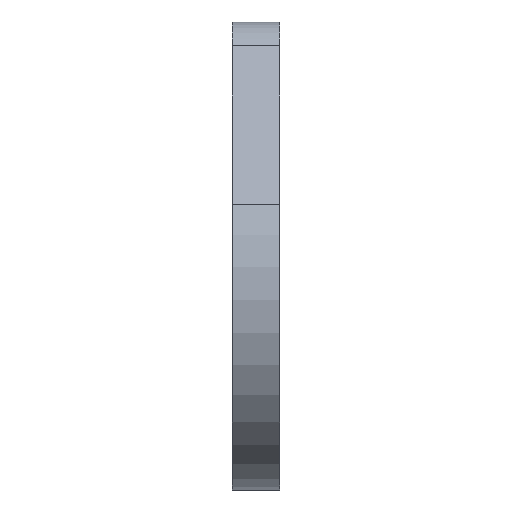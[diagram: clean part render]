
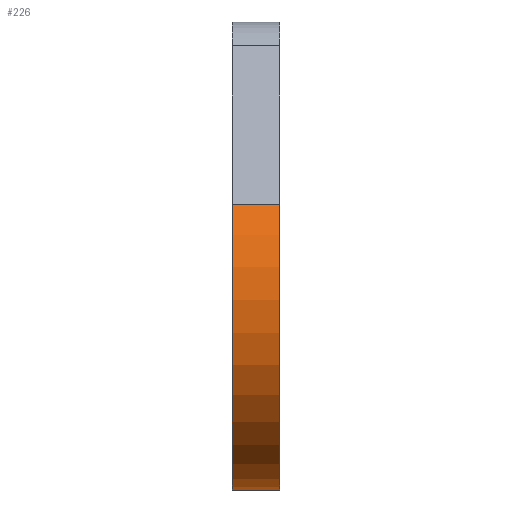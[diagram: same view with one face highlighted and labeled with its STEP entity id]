
A CAD part, left-side view. The second image highlights one B-rep face of the part: STEP entity #226.
In plain terms, the highlighted cylindrical face has radius 12 mm (diameter 24 mm), a partial arc.
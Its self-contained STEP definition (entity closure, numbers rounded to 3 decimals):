
#29 = DIRECTION ( 'NONE',  ( 0., 1., 0. ) ) ;
#40 = DIRECTION ( 'NONE',  ( 0., 0., 1. ) ) ;
#43 = VECTOR ( 'NONE', #233, 1000. ) ;
#84 = CARTESIAN_POINT ( 'NONE',  ( -10.392, 1.5, 6. ) ) ;
#125 = CARTESIAN_POINT ( 'NONE',  ( 0., 1.5, 0. ) ) ;
#226 = ADVANCED_FACE ( 'NONE', ( #1187 ), #428, .T. ) ;
#233 = DIRECTION ( 'NONE',  ( 0., -1., 0. ) ) ;
#238 = CARTESIAN_POINT ( 'NONE',  ( -10.392, -1.5, 6. ) ) ;
#319 = LINE ( 'NONE', #335, #43 ) ;
#335 = CARTESIAN_POINT ( 'NONE',  ( -10.392, 1.5, 6. ) ) ;
#346 = VERTEX_POINT ( 'NONE', #238 ) ;
#428 = CYLINDRICAL_SURFACE ( 'NONE', #943, 12. ) ;
#435 = DIRECTION ( 'NONE',  ( 0., 0., -1. ) ) ;
#457 = CARTESIAN_POINT ( 'NONE',  ( 0., 1.5, -12. ) ) ;
#460 = ORIENTED_EDGE ( 'NONE', *, *, #1261, .T. ) ;
#630 = AXIS2_PLACEMENT_3D ( 'NONE', #719, #29, #844 ) ;
#719 = CARTESIAN_POINT ( 'NONE',  ( 0., -1.5, 0. ) ) ;
#732 = DIRECTION ( 'NONE',  ( 0., 1., 0. ) ) ;
#776 = ORIENTED_EDGE ( 'NONE', *, *, #842, .F. ) ;
#810 = AXIS2_PLACEMENT_3D ( 'NONE', #1448, #732, #40 ) ;
#842 = EDGE_CURVE ( 'NONE', #850, #1481, #1407, .T. ) ;
#844 = DIRECTION ( 'NONE',  ( 0., 0., 1. ) ) ;
#850 = VERTEX_POINT ( 'NONE', #457 ) ;
#905 = LINE ( 'NONE', #1351, #1492 ) ;
#943 = AXIS2_PLACEMENT_3D ( 'NONE', #125, #950, #435 ) ;
#950 = DIRECTION ( 'NONE',  ( 0., -1., 0. ) ) ;
#1014 = CARTESIAN_POINT ( 'NONE',  ( 0., -1.5, -12. ) ) ;
#1146 = ORIENTED_EDGE ( 'NONE', *, *, #1247, .T. ) ;
#1184 = ORIENTED_EDGE ( 'NONE', *, *, #1243, .F. ) ;
#1187 = FACE_OUTER_BOUND ( 'NONE', #1419, .T. ) ;
#1243 = EDGE_CURVE ( 'NONE', #1481, #346, #319, .T. ) ;
#1247 = EDGE_CURVE ( 'NONE', #1347, #346, #1278, .T. ) ;
#1261 = EDGE_CURVE ( 'NONE', #850, #1347, #905, .T. ) ;
#1278 = CIRCLE ( 'NONE', #630, 12. ) ;
#1347 = VERTEX_POINT ( 'NONE', #1014 ) ;
#1351 = CARTESIAN_POINT ( 'NONE',  ( 0., 1.5, -12. ) ) ;
#1407 = CIRCLE ( 'NONE', #810, 12. ) ;
#1419 = EDGE_LOOP ( 'NONE', ( #776, #460, #1146, #1184 ) ) ;
#1444 = DIRECTION ( 'NONE',  ( 0., -1., 0. ) ) ;
#1448 = CARTESIAN_POINT ( 'NONE',  ( 0., 1.5, 0. ) ) ;
#1481 = VERTEX_POINT ( 'NONE', #84 ) ;
#1492 = VECTOR ( 'NONE', #1444, 1000. ) ;
